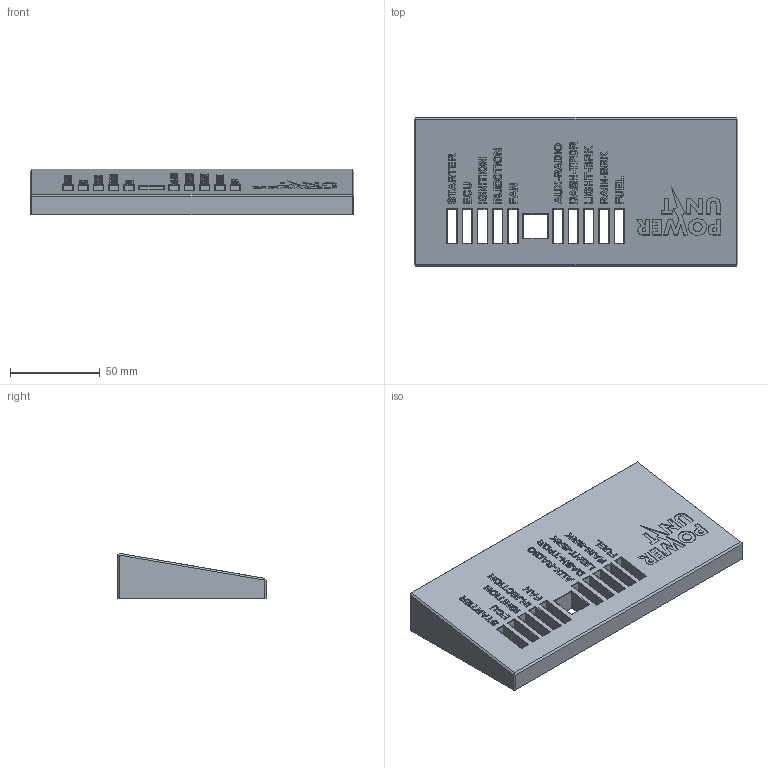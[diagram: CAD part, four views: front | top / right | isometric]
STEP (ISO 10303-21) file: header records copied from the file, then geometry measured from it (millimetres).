
FILE_DESCRIPTION(/* description */ (''),/* implementation_level */ '2;1');
FILE_NAME(/* name */ 'PowerUnitTop.step',/* time_stamp */ '2020-05-13T21:31:24+02:00',/* author */ (''),/* organization */ (''),/* preprocessor_version */ 'ST-DEVELOPER v18.1',/* originating_system */ 'Autodesk Translation Framework v9.2.0.1227',/* authorisation */ '');
FILE_SCHEMA (('AUTOMOTIVE_DESIGN { 1 0 10303 214 3 1 1 }'));
Products named in the file (1): PowerUnitTop
Bounding box: 180 x 83 x 25.23 mm (x, y, z)
Volume: 100984.4 mm3; surface area: 51952.3 mm2
Topology: 1 solids, 1 shells, 1565 faces, 4217 edges, 2784 vertices
Faces by surface type: plane 917, bspline 514, cylinder 102, cone 20, torus 12
Full cylindrical faces by diameter (mm): 3.3 x8, 10 x8
Entity records: 53477 total; most frequent: CARTESIAN_POINT 17684, ORIENTED_EDGE 8434, DIRECTION 5495, EDGE_CURVE 4217, LINE 2955, VECTOR 2955, VERTEX_POINT 2784, EDGE_LOOP 1717
